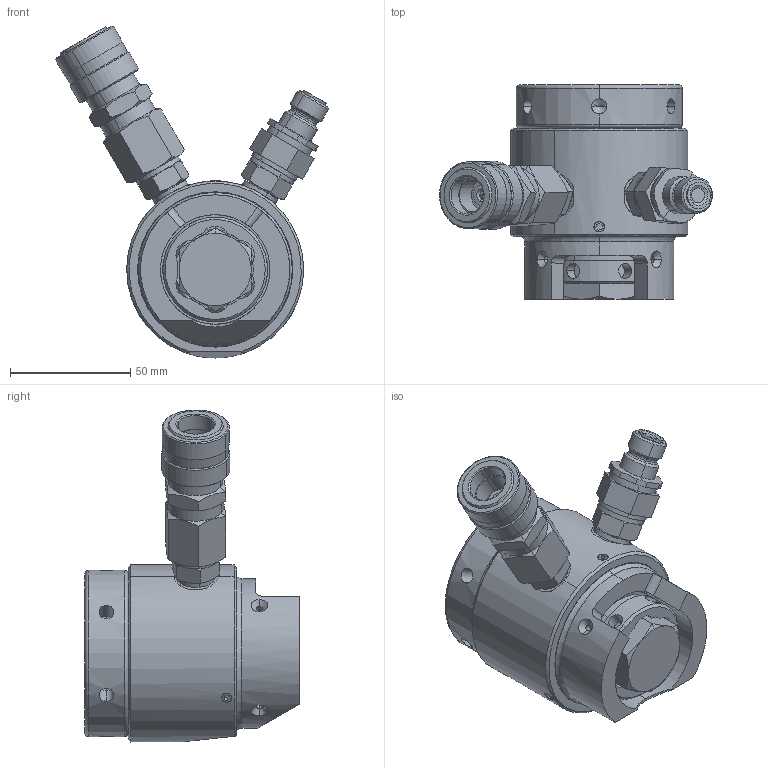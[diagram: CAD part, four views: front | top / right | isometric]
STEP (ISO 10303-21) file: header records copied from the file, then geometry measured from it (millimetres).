
FILE_DESCRIPTION((''),'2;1');
FILE_NAME('CTST_01-M20_8434220071_','2021-07-07T23:26:54',('INEdipo'),(''),'CREO PARAMETRIC BY PTC INC, 2020281','CREO PARAMETRIC BY PTC INC, 2020281','');
FILE_SCHEMA(('CONFIG_CONTROL_DESIGN'));
Length unit declared in the file: millimetre
Products named in the file (1): CTST_01-M20_8434220071_
Bounding box: 113.25 x 89 x 137.81 mm (x, y, z)
Volume: 344811.5 mm3; surface area: 62313.9 mm2
Topology: 1 solids, 12 shells, 519 faces, 1250 edges, 776 vertices
Faces by surface type: cylinder 210, cone 151, plane 144, torus 12, sphere 2
Entity records: 16396 total; most frequent: CARTESIAN_POINT 4303, DIRECTION 2556, ORIENTED_EDGE 2468, EDGE_CURVE 1234, AXIS2_PLACEMENT_3D 1053, VERTEX_POINT 776, EDGE_LOOP 608, CIRCLE 534
